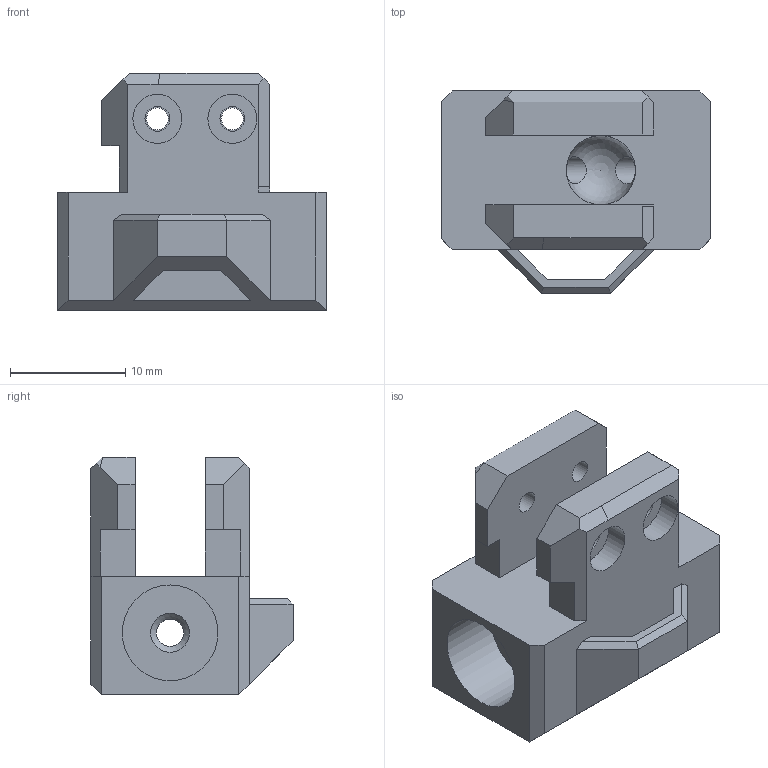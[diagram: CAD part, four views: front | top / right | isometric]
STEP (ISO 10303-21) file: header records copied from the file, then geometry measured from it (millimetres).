
FILE_DESCRIPTION(/* description */ (''),/* implementation_level */ '2;1');
FILE_NAME(/* name */ 'Runout.step',/* time_stamp */ '2025-05-18T15:14:16+08:00',/* author */ (''),/* organization */ (''),/* preprocessor_version */ 'ST-DEVELOPER v20.1',/* originating_system */ 'Autodesk Translation Framework v14.4.0.0',/* authorisation */ '');
FILE_SCHEMA (('AUTOMOTIVE_DESIGN { 1 0 10303 214 3 1 1 }'));
Length unit declared in the file: millimetre
Products named in the file (1): Runout
Bounding box: 23.34 x 17.54 x 20.64 mm (x, y, z)
Volume: 3530.3 mm3; surface area: 2707 mm2
Topology: 1 solids, 1 shells, 66 faces, 182 edges, 120 vertices
Faces by surface type: plane 52, cylinder 11, cone 2, sphere 1
Full cylindrical faces by diameter (mm): 1.9 x2, 2.15 x2, 2.375 x2, 4.25 x2, 6 x1, 8.3 x2
Entity records: 2213 total; most frequent: CARTESIAN_POINT 450, ORIENTED_EDGE 362, DIRECTION 335, EDGE_CURVE 181, LINE 149, VECTOR 149, VERTEX_POINT 120, AXIS2_PLACEMENT_3D 93
